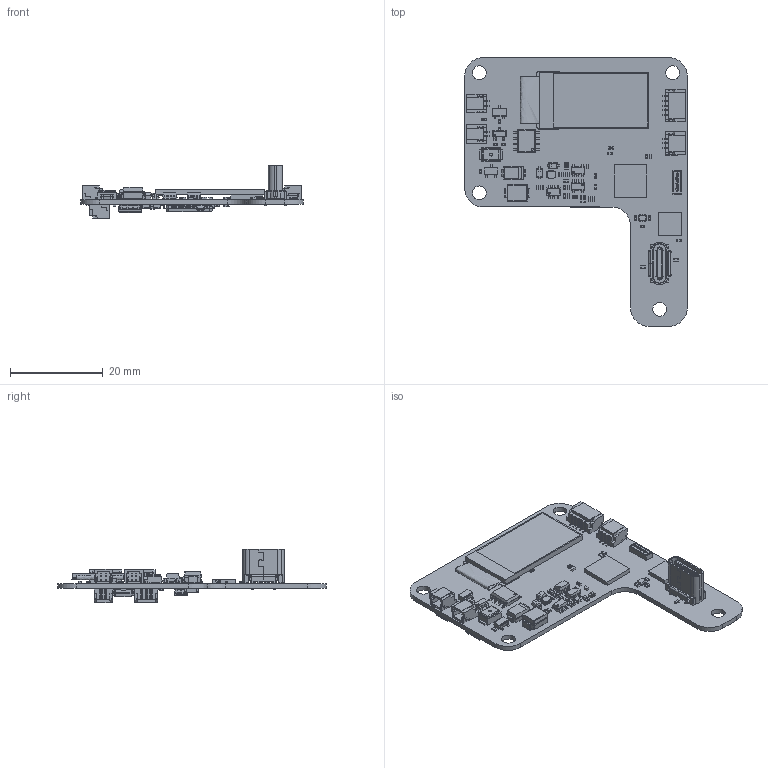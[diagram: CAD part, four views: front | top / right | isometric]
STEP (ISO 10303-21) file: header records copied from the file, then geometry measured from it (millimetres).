
FILE_DESCRIPTION(/* description */ (''),/* implementation_level */ '2;1');
FILE_NAME(/* name */ 'REF.step',/* time_stamp */ '2024-04-23T15:38:32+08:00',/* author */ (''),/* organization */ (''),/* preprocessor_version */ 'ST-DEVELOPER v20',/* originating_system */ 'Autodesk Translation Framework v12.20.1.177',/* authorisation */ '');
FILE_SCHEMA (('AUTOMOTIVE_DESIGN { 1 0 10303 214 3 1 1 }'));
Products named in the file (191): REF-BaseV1; Board; Open CASCADE STEP translator 7.5 1.1.1; R20; D3; R23; C33; Y1; 6006960144; U9; 6087085984; U6; SN65HVD232DR; U3; STM32F405RGT6; R29; R28; R27; R26; R25; R24; R14; R6; R5; R4; R3; 0402 resistor; D6; C32; C31; C30; C22; C21; C15; C14; C13; C12; C11; C10; C9 ...
Assembly tree (254 placements, depth 7):
  REF-BaseV1
    Board
      Open CASCADE STEP translator 7.5 1.1.1
    R20
      0402 resistor
    D3
      0402 cap
    R23
      0402 resistor
    C33
      CAP 1206-0.8mm
    Y1
      6006960144
    U9
      6087085984
    U6
      SN65HVD232DR
    U3
      STM32F405RGT6
    R29
      0402 resistor
    R28
      0402 resistor
    R27
      0402 resistor
    R26
      0402 resistor
    R25
      0402 resistor
    R24
      0402 resistor
    R14
      0402 resistor
    R6
      0402 resistor
    R5
      0402 resistor
    R4
      0402 resistor
    R3
      0402 resistor
    D6
      0402 cap
    C32
      0402 cap
    C31
      0402 cap
    C30
      0402 cap
    C22
      0402 cap
    C21
      0402 cap
    C15
      0402 cap
    C14
      0402 cap
    C13
      0402 cap
    C12
Bounding box: 48 x 58 x 11.51 mm (x, y, z)
Volume: 3065.2 mm3; surface area: 8971 mm2
Topology: 331 solids, 465 shells, 8133 faces, 21389 edges, 13583 vertices
Faces by surface type: plane 5361, cylinder 2052, sphere 500, bspline 202, torus 18
Full cylindrical faces by diameter (mm): 0.3 x2, 0.432 x1, 0.5 x4, 0.58 x1, 0.617 x1, 0.66 x1, 0.7 x4, 3 x4
Entity records: 170701 total; most frequent: CARTESIAN_POINT 39131, ORIENTED_EDGE 26141, DIRECTION 25963, EDGE_CURVE 13394, LINE 10393, VECTOR 10393, VERTEX_POINT 8804, AXIS2_PLACEMENT_3D 7785
